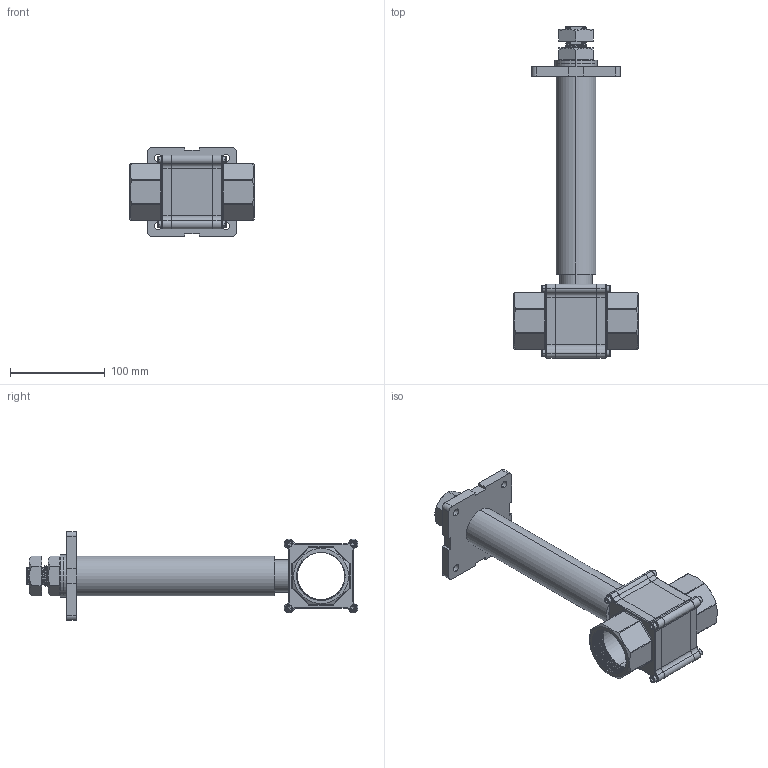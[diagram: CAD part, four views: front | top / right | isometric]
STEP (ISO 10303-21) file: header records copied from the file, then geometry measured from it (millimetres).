
FILE_DESCRIPTION (( 'STEP AP214' ), '1' );
FILE_NAME ('VCI-CRY-201H-900-2-NPT-NPT_BS.STEP', '2025-06-05T15:28:17', ( '' ), ( '' ), 'SwSTEP 2.0', 'SolidWorks 2025', '' );
FILE_SCHEMA (( 'AUTOMOTIVE_DESIGN' ));
Length unit declared in the file: millimetre
Products named in the file (5): heavy hex jam nut_ai_HHJNUT 0.8750-14-B-N; VCI-CRY-201H-900-2-NPT-NPT; socket head cap screw_ai_HX-SHCS 0.164-36x0.188x0.188-N; VCI-CRY-201H-900-2-NPT-NPT_BS; flat washer type a narrow_ai_Preferred Narrow FW 0.875
Assembly tree (13 placements, depth 2):
  VCI-CRY-201H-900-2-NPT-NPT_BS
    VCI-CRY-201H-900-2-NPT-NPT
    socket head cap screw_ai_HX-SHCS 0.164-36x0.188x0.188-N  x8
    flat washer type a narrow_ai_Preferred Narrow FW 0.875  x2
    heavy hex jam nut_ai_HHJNUT 0.8750-14-B-N  x2
Bounding box: 132 x 351 x 94 mm (x, y, z)
Volume: 683320.8 mm3; surface area: 146298.6 mm2
Topology: 15 solids, 15 shells, 690 faces, 1721 edges, 1068 vertices
Faces by surface type: cylinder 255, plane 227, bspline 76, cone 72, torus 60
Entity records: 82802 total; most frequent: CARTESIAN_POINT 72015, ORIENTED_EDGE 2474, DIRECTION 1992, EDGE_CURVE 1237, VERTEX_POINT 793, AXIS2_PLACEMENT_3D 770, EDGE_LOOP 516, FACE_OUTER_BOUND 465
